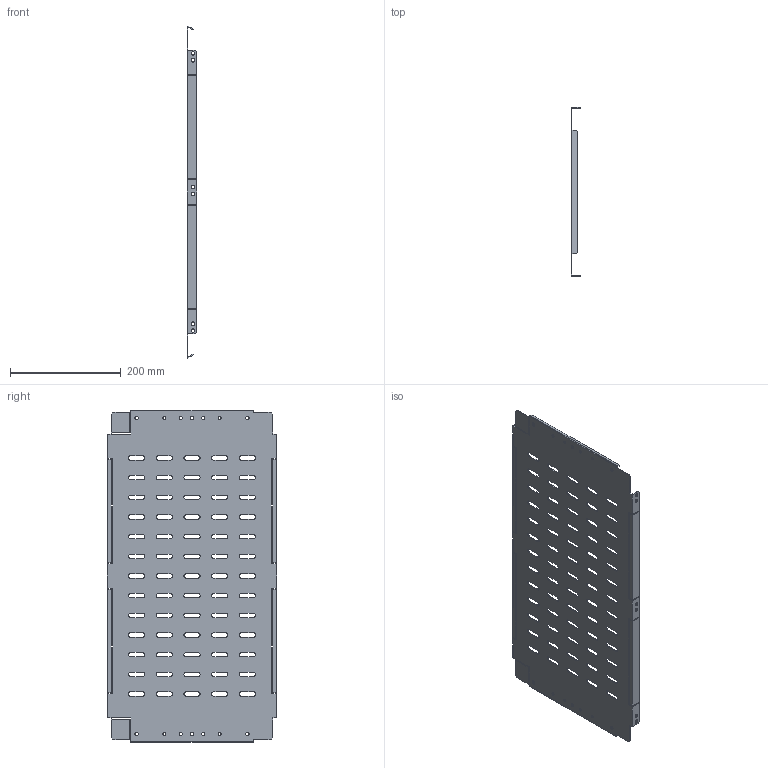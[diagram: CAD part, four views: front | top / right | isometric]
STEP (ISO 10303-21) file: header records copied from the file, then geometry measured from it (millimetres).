
FILE_DESCRIPTION (( 'STEP AP203' ), '1' );
FILE_NAME ('FO-00-SWV-060-040 FORMAT Ïåðåãîðîäêà ñåêöèîíèðîâàíèÿ âåðòèêàëüíàÿ 600õ400 IEK.STEP', '2024-07-04T12:08:52', ( '' ), ( '' ), 'SwSTEP 2.0', 'SolidWorks 2022', '' );
FILE_SCHEMA (( 'CONFIG_CONTROL_DESIGN' ));
Length unit declared in the file: millimetre
Products named in the file (1): FO-00-SWV-060-040 FORMAT Перегородка секционирования вертикальная 600х400 IEK
Bounding box: 17.5 x 305.5 x 598.93 mm (x, y, z)
Volume: 277651.1 mm3; surface area: 383590 mm2
Topology: 1 solids, 1 shells, 528 faces, 1626 edges, 1084 vertices
Faces by surface type: plane 346, cylinder 182
Entity records: 18683 total; most frequent: ORIENTED_EDGE 3252, CARTESIAN_POINT 3239, DIRECTION 3048, EDGE_CURVE 1626, VECTOR 1262, LINE 1262, VERTEX_POINT 1084, AXIS2_PLACEMENT_3D 893
